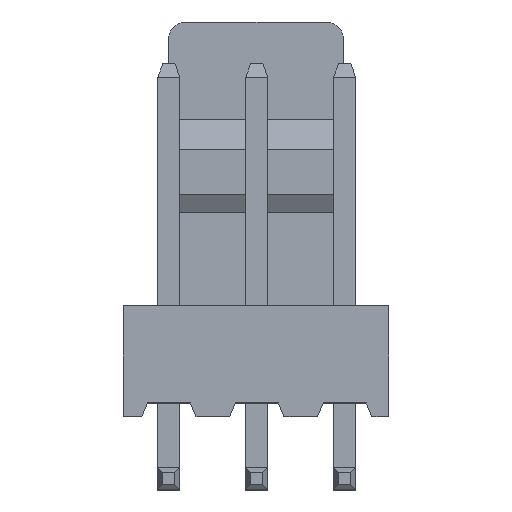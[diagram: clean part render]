
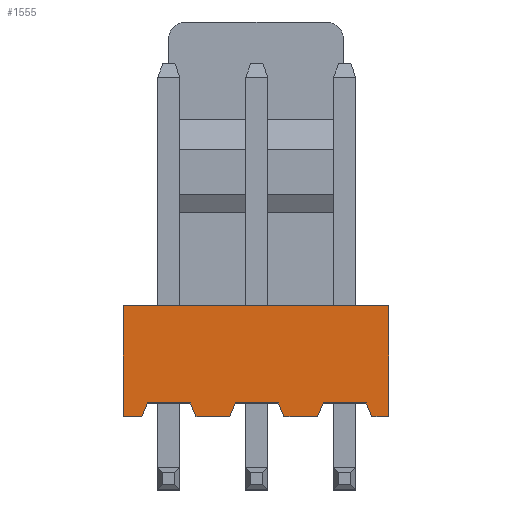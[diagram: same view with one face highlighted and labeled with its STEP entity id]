
A CAD part, top view. The second image highlights one B-rep face of the part: STEP entity #1555.
In plain terms, the highlighted planar face has unit normal (0, 0, 1).
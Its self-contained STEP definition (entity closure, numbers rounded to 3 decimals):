
#133 = EDGE_LOOP ( 'NONE', ( #1290, #1299, #1298, #1294, #1295, #1296, #1297, #1282, #1283, #1281, #1285, #1286, #1284, #1288, #1289, #1287 ) ) ;
#294 = AXIS2_PLACEMENT_3D ( 'NONE', #2412, #2400, #2391 ) ;
#341 = EDGE_CURVE ( 'NONE', #1236, #1175, #556, .T. ) ;
#342 = EDGE_CURVE ( 'NONE', #1196, #1198, #558, .T. ) ;
#343 = EDGE_CURVE ( 'NONE', #1181, #1196, #560, .T. ) ;
#344 = EDGE_CURVE ( 'NONE', #1158, #1181, #564, .T. ) ;
#345 = EDGE_CURVE ( 'NONE', #1222, #1216, #562, .T. ) ;
#556 = LINE ( 'NONE', #1738, #561 ) ;
#558 = LINE ( 'NONE', #1744, #563 ) ;
#560 = LINE ( 'NONE', #1830, #565 ) ;
#561 = VECTOR ( 'NONE', #1829, 1000. ) ;
#562 = LINE ( 'NONE', #1861, #569 ) ;
#563 = VECTOR ( 'NONE', #1856, 1000. ) ;
#564 = LINE ( 'NONE', #1904, #567 ) ;
#565 = VECTOR ( 'NONE', #1833, 1000. ) ;
#567 = VECTOR ( 'NONE', #1919, 1000. ) ;
#569 = VECTOR ( 'NONE', #1916, 1000. ) ;
#645 = LINE ( 'NONE', #2191, #655 ) ;
#651 = LINE ( 'NONE', #2170, #653 ) ;
#653 = VECTOR ( 'NONE', #2168, 1000. ) ;
#654 = LINE ( 'NONE', #2162, #657 ) ;
#655 = VECTOR ( 'NONE', #2166, 1000. ) ;
#656 = LINE ( 'NONE', #2157, #659 ) ;
#657 = VECTOR ( 'NONE', #2159, 1000. ) ;
#658 = LINE ( 'NONE', #2154, #661 ) ;
#659 = VECTOR ( 'NONE', #2155, 1000. ) ;
#660 = LINE ( 'NONE', #2151, #663 ) ;
#661 = VECTOR ( 'NONE', #2152, 1000. ) ;
#663 = VECTOR ( 'NONE', #2149, 1000. ) ;
#688 = LINE ( 'NONE', #2078, #691 ) ;
#691 = VECTOR ( 'NONE', #2076, 1000. ) ;
#696 = LINE ( 'NONE', #2063, #699 ) ;
#698 = LINE ( 'NONE', #2060, #701 ) ;
#699 = VECTOR ( 'NONE', #2061, 1000. ) ;
#701 = VECTOR ( 'NONE', #2053, 1000. ) ;
#702 = LINE ( 'NONE', #2049, #705 ) ;
#705 = VECTOR ( 'NONE', #2046, 1000. ) ;
#776 = FACE_OUTER_BOUND ( 'NONE', #133, .T. ) ;
#883 = LINE ( 'NONE', #2468, #886 ) ;
#886 = VECTOR ( 'NONE', #2467, 1000. ) ;
#1141 = VERTEX_POINT ( 'NONE', #2207 ) ;
#1158 = VERTEX_POINT ( 'NONE', #1734 ) ;
#1159 = VERTEX_POINT ( 'NONE', #1903 ) ;
#1165 = VERTEX_POINT ( 'NONE', #1870 ) ;
#1167 = VERTEX_POINT ( 'NONE', #1851 ) ;
#1175 = VERTEX_POINT ( 'NONE', #1831 ) ;
#1178 = VERTEX_POINT ( 'NONE', #1820 ) ;
#1181 = VERTEX_POINT ( 'NONE', #1805 ) ;
#1196 = VERTEX_POINT ( 'NONE', #1737 ) ;
#1198 = VERTEX_POINT ( 'NONE', #1723 ) ;
#1213 = VERTEX_POINT ( 'NONE', #2301 ) ;
#1216 = VERTEX_POINT ( 'NONE', #2297 ) ;
#1222 = VERTEX_POINT ( 'NONE', #2291 ) ;
#1233 = VERTEX_POINT ( 'NONE', #2279 ) ;
#1234 = VERTEX_POINT ( 'NONE', #2278 ) ;
#1236 = VERTEX_POINT ( 'NONE', #2276 ) ;
#1281 = ORIENTED_EDGE ( 'NONE', *, *, #343, .F. ) ;
#1282 = ORIENTED_EDGE ( 'NONE', *, *, #1488, .T. ) ;
#1283 = ORIENTED_EDGE ( 'NONE', *, *, #342, .F. ) ;
#1284 = ORIENTED_EDGE ( 'NONE', *, *, #1486, .F. ) ;
#1285 = ORIENTED_EDGE ( 'NONE', *, *, #344, .F. ) ;
#1286 = ORIENTED_EDGE ( 'NONE', *, *, #1462, .T. ) ;
#1287 = ORIENTED_EDGE ( 'NONE', *, *, #1485, .T. ) ;
#1288 = ORIENTED_EDGE ( 'NONE', *, *, #345, .F. ) ;
#1289 = ORIENTED_EDGE ( 'NONE', *, *, #1481, .T. ) ;
#1290 = ORIENTED_EDGE ( 'NONE', *, *, #1463, .F. ) ;
#1294 = ORIENTED_EDGE ( 'NONE', *, *, #2641, .T. ) ;
#1295 = ORIENTED_EDGE ( 'NONE', *, *, #1466, .F. ) ;
#1296 = ORIENTED_EDGE ( 'NONE', *, *, #1467, .F. ) ;
#1297 = ORIENTED_EDGE ( 'NONE', *, *, #341, .F. ) ;
#1298 = ORIENTED_EDGE ( 'NONE', *, *, #1465, .F. ) ;
#1299 = ORIENTED_EDGE ( 'NONE', *, *, #1464, .F. ) ;
#1462 = EDGE_CURVE ( 'NONE', #1158, #1165, #651, .T. ) ;
#1463 = EDGE_CURVE ( 'NONE', #1141, #1159, #645, .T. ) ;
#1464 = EDGE_CURVE ( 'NONE', #1234, #1141, #654, .T. ) ;
#1465 = EDGE_CURVE ( 'NONE', #1167, #1234, #656, .T. ) ;
#1466 = EDGE_CURVE ( 'NONE', #1178, #1233, #658, .T. ) ;
#1467 = EDGE_CURVE ( 'NONE', #1175, #1178, #660, .T. ) ;
#1481 = EDGE_CURVE ( 'NONE', #1222, #1213, #688, .T. ) ;
#1485 = EDGE_CURVE ( 'NONE', #1213, #1159, #696, .T. ) ;
#1486 = EDGE_CURVE ( 'NONE', #1216, #1165, #698, .T. ) ;
#1488 = EDGE_CURVE ( 'NONE', #1236, #1198, #702, .T. ) ;
#1555 = ADVANCED_FACE ( 'NONE', ( #776 ), #2425, .T. ) ;
#1723 = CARTESIAN_POINT ( 'NONE',  ( 34.591, 42.349, 0. ) ) ;
#1734 = CARTESIAN_POINT ( 'NONE',  ( 36.159, 42.349, 0. ) ) ;
#1737 = CARTESIAN_POINT ( 'NONE',  ( 34.753, 42.736, 0. ) ) ;
#1738 = CARTESIAN_POINT ( 'NONE',  ( 33.458, 42.736, 0. ) ) ;
#1744 = CARTESIAN_POINT ( 'NONE',  ( 34.753, 42.736, 0. ) ) ;
#1805 = CARTESIAN_POINT ( 'NONE',  ( 35.998, 42.736, 0. ) ) ;
#1820 = CARTESIAN_POINT ( 'NONE',  ( 32.213, 42.736, 0. ) ) ;
#1829 = DIRECTION ( 'NONE',  ( -0.385, 0.923, 0. ) ) ;
#1830 = CARTESIAN_POINT ( 'NONE',  ( 34.753, 42.736, 0. ) ) ;
#1831 = CARTESIAN_POINT ( 'NONE',  ( 33.458, 42.736, 0. ) ) ;
#1833 = DIRECTION ( 'NONE',  ( -1., 0., 0. ) ) ;
#1851 = CARTESIAN_POINT ( 'NONE',  ( 31.079, 42.349, 0. ) ) ;
#1856 = DIRECTION ( 'NONE',  ( -0.385, -0.923, 0. ) ) ;
#1861 = CARTESIAN_POINT ( 'NONE',  ( 28.983, 45.547, 0. ) ) ;
#1870 = CARTESIAN_POINT ( 'NONE',  ( 36.643, 42.349, 0. ) ) ;
#1903 = CARTESIAN_POINT ( 'NONE',  ( 29.511, 42.349, 0. ) ) ;
#1904 = CARTESIAN_POINT ( 'NONE',  ( 35.998, 42.736, 0. ) ) ;
#1916 = DIRECTION ( 'NONE',  ( 1., 0., 0. ) ) ;
#1919 = DIRECTION ( 'NONE',  ( -0.385, 0.923, 0. ) ) ;
#2046 = DIRECTION ( 'NONE',  ( 1., 0., 0. ) ) ;
#2049 = CARTESIAN_POINT ( 'NONE',  ( 28.983, 42.349, 0. ) ) ;
#2053 = DIRECTION ( 'NONE',  ( 0., -1., 0. ) ) ;
#2060 = CARTESIAN_POINT ( 'NONE',  ( 36.643, 42.349, 0. ) ) ;
#2061 = DIRECTION ( 'NONE',  ( 1., 0., 0. ) ) ;
#2063 = CARTESIAN_POINT ( 'NONE',  ( 28.983, 42.349, 0. ) ) ;
#2076 = DIRECTION ( 'NONE',  ( 0., -1., 0. ) ) ;
#2078 = CARTESIAN_POINT ( 'NONE',  ( 28.983, 42.349, 0. ) ) ;
#2149 = DIRECTION ( 'NONE',  ( -1., 0., 0. ) ) ;
#2151 = CARTESIAN_POINT ( 'NONE',  ( 32.213, 42.736, 0. ) ) ;
#2152 = DIRECTION ( 'NONE',  ( -0.385, -0.923, 0. ) ) ;
#2154 = CARTESIAN_POINT ( 'NONE',  ( 32.213, 42.736, 0. ) ) ;
#2155 = DIRECTION ( 'NONE',  ( -0.385, 0.923, 0. ) ) ;
#2157 = CARTESIAN_POINT ( 'NONE',  ( 30.918, 42.736, 0. ) ) ;
#2159 = DIRECTION ( 'NONE',  ( -1., 0., 0. ) ) ;
#2162 = CARTESIAN_POINT ( 'NONE',  ( 29.673, 42.736, 0. ) ) ;
#2166 = DIRECTION ( 'NONE',  ( -0.385, -0.923, 0. ) ) ;
#2168 = DIRECTION ( 'NONE',  ( 1., 0., 0. ) ) ;
#2170 = CARTESIAN_POINT ( 'NONE',  ( 28.983, 42.349, 0. ) ) ;
#2191 = CARTESIAN_POINT ( 'NONE',  ( 29.673, 42.736, 0. ) ) ;
#2207 = CARTESIAN_POINT ( 'NONE',  ( 29.673, 42.736, 0. ) ) ;
#2276 = CARTESIAN_POINT ( 'NONE',  ( 33.619, 42.349, 0. ) ) ;
#2278 = CARTESIAN_POINT ( 'NONE',  ( 30.918, 42.736, 0. ) ) ;
#2279 = CARTESIAN_POINT ( 'NONE',  ( 32.051, 42.349, 0. ) ) ;
#2291 = CARTESIAN_POINT ( 'NONE',  ( 28.983, 45.547, 0. ) ) ;
#2297 = CARTESIAN_POINT ( 'NONE',  ( 36.643, 45.547, 0. ) ) ;
#2301 = CARTESIAN_POINT ( 'NONE',  ( 28.983, 42.349, 0. ) ) ;
#2391 = DIRECTION ( 'NONE',  ( 1., 0., 0. ) ) ;
#2400 = DIRECTION ( 'NONE',  ( 0., 0., 1. ) ) ;
#2412 = CARTESIAN_POINT ( 'NONE',  ( 28.983, 42.349, 0. ) ) ;
#2425 = PLANE ( 'NONE',  #294 ) ;
#2467 = DIRECTION ( 'NONE',  ( 1., 0., 0. ) ) ;
#2468 = CARTESIAN_POINT ( 'NONE',  ( 28.983, 42.349, 0. ) ) ;
#2641 = EDGE_CURVE ( 'NONE', #1167, #1233, #883, .T. ) ;
